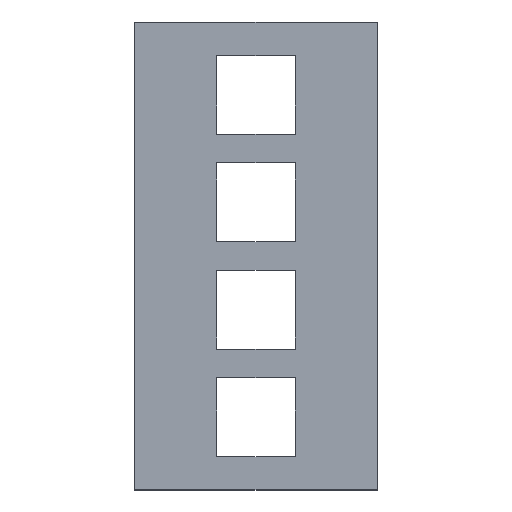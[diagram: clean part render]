
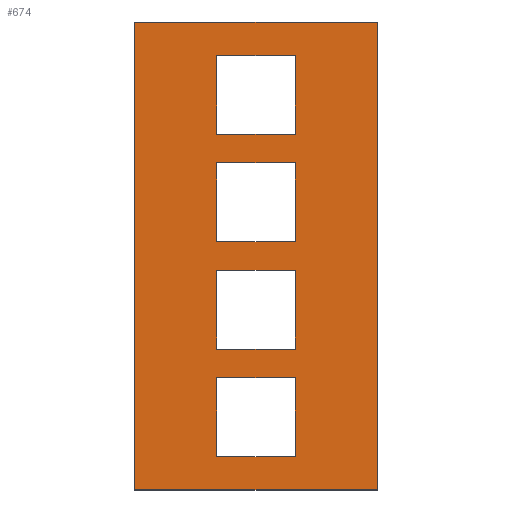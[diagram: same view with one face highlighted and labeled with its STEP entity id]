
A CAD part, top view. The second image highlights one B-rep face of the part: STEP entity #674.
In plain terms, the highlighted planar face has unit normal (0, 0, 1).
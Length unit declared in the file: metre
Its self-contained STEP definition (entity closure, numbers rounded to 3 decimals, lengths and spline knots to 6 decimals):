
#12=ORIENTED_EDGE('',*,*,#204,.F.);
#13=ORIENTED_EDGE('',*,*,#205,.F.);
#14=ORIENTED_EDGE('',*,*,#206,.T.);
#15=ORIENTED_EDGE('',*,*,#207,.T.);
#16=ORIENTED_EDGE('',*,*,#208,.F.);
#17=ORIENTED_EDGE('',*,*,#209,.T.);
#18=ORIENTED_EDGE('',*,*,#210,.T.);
#19=ORIENTED_EDGE('',*,*,#211,.F.);
#20=ORIENTED_EDGE('',*,*,#212,.F.);
#21=ORIENTED_EDGE('',*,*,#213,.T.);
#22=ORIENTED_EDGE('',*,*,#214,.T.);
#23=ORIENTED_EDGE('',*,*,#215,.F.);
#24=ORIENTED_EDGE('',*,*,#216,.F.);
#25=ORIENTED_EDGE('',*,*,#217,.T.);
#26=ORIENTED_EDGE('',*,*,#218,.T.);
#27=ORIENTED_EDGE('',*,*,#219,.F.);
#28=ORIENTED_EDGE('',*,*,#220,.F.);
#29=ORIENTED_EDGE('',*,*,#221,.T.);
#30=ORIENTED_EDGE('',*,*,#222,.T.);
#31=ORIENTED_EDGE('',*,*,#223,.F.);
#204=EDGE_CURVE('',#300,#301,#364,.T.);
#205=EDGE_CURVE('',#302,#300,#365,.T.);
#206=EDGE_CURVE('',#302,#303,#366,.T.);
#207=EDGE_CURVE('',#303,#301,#367,.T.);
#208=EDGE_CURVE('',#304,#305,#368,.T.);
#209=EDGE_CURVE('',#304,#306,#369,.T.);
#210=EDGE_CURVE('',#306,#307,#370,.T.);
#211=EDGE_CURVE('',#305,#307,#371,.T.);
#212=EDGE_CURVE('',#308,#309,#372,.T.);
#213=EDGE_CURVE('',#308,#310,#373,.T.);
#214=EDGE_CURVE('',#310,#311,#374,.T.);
#215=EDGE_CURVE('',#309,#311,#375,.T.);
#216=EDGE_CURVE('',#312,#313,#376,.T.);
#217=EDGE_CURVE('',#312,#314,#377,.T.);
#218=EDGE_CURVE('',#314,#315,#378,.T.);
#219=EDGE_CURVE('',#313,#315,#379,.T.);
#220=EDGE_CURVE('',#316,#317,#380,.T.);
#221=EDGE_CURVE('',#316,#318,#381,.T.);
#222=EDGE_CURVE('',#318,#319,#382,.T.);
#223=EDGE_CURVE('',#317,#319,#383,.T.);
#300=VERTEX_POINT('',#924);
#301=VERTEX_POINT('',#925);
#302=VERTEX_POINT('',#927);
#303=VERTEX_POINT('',#929);
#304=VERTEX_POINT('',#932);
#305=VERTEX_POINT('',#933);
#306=VERTEX_POINT('',#935);
#307=VERTEX_POINT('',#937);
#308=VERTEX_POINT('',#940);
#309=VERTEX_POINT('',#941);
#310=VERTEX_POINT('',#943);
#311=VERTEX_POINT('',#945);
#312=VERTEX_POINT('',#948);
#313=VERTEX_POINT('',#949);
#314=VERTEX_POINT('',#951);
#315=VERTEX_POINT('',#953);
#316=VERTEX_POINT('',#956);
#317=VERTEX_POINT('',#957);
#318=VERTEX_POINT('',#959);
#319=VERTEX_POINT('',#961);
#364=LINE('',#923,#460);
#365=LINE('',#926,#461);
#366=LINE('',#928,#462);
#367=LINE('',#930,#463);
#368=LINE('',#931,#464);
#369=LINE('',#934,#465);
#370=LINE('',#936,#466);
#371=LINE('',#938,#467);
#372=LINE('',#939,#468);
#373=LINE('',#942,#469);
#374=LINE('',#944,#470);
#375=LINE('',#946,#471);
#376=LINE('',#947,#472);
#377=LINE('',#950,#473);
#378=LINE('',#952,#474);
#379=LINE('',#954,#475);
#380=LINE('',#955,#476);
#381=LINE('',#958,#477);
#382=LINE('',#960,#478);
#383=LINE('',#962,#479);
#460=VECTOR('',#759,1.);
#461=VECTOR('',#760,1.);
#462=VECTOR('',#761,1.);
#463=VECTOR('',#762,1.);
#464=VECTOR('',#763,1.);
#465=VECTOR('',#764,1.);
#466=VECTOR('',#765,1.);
#467=VECTOR('',#766,1.);
#468=VECTOR('',#767,1.);
#469=VECTOR('',#768,1.);
#470=VECTOR('',#769,1.);
#471=VECTOR('',#770,1.);
#472=VECTOR('',#771,1.);
#473=VECTOR('',#772,1.);
#474=VECTOR('',#773,1.);
#475=VECTOR('',#774,1.);
#476=VECTOR('',#775,1.);
#477=VECTOR('',#776,1.);
#478=VECTOR('',#777,1.);
#479=VECTOR('',#778,1.);
#556=EDGE_LOOP('',(#12,#13,#14,#15));
#557=EDGE_LOOP('',(#16,#17,#18,#19));
#558=EDGE_LOOP('',(#20,#21,#22,#23));
#559=EDGE_LOOP('',(#24,#25,#26,#27));
#560=EDGE_LOOP('',(#28,#29,#30,#31));
#598=FACE_BOUND('',#556,.T.);
#599=FACE_BOUND('',#557,.T.);
#600=FACE_BOUND('',#558,.T.);
#601=FACE_BOUND('',#559,.T.);
#602=FACE_BOUND('',#560,.T.);
#640=PLANE('',#721);
#674=ADVANCED_FACE('',(#598,#599,#600,#601,#602),#640,.T.);
#721=AXIS2_PLACEMENT_3D('',#922,#757,#758);
#757=DIRECTION('',(0.,0.,1.));
#758=DIRECTION('',(1.,0.,0.));
#759=DIRECTION('',(1.,0.,0.));
#760=DIRECTION('',(0.,-1.,0.));
#761=DIRECTION('',(1.,0.,0.));
#762=DIRECTION('',(0.,-1.,0.));
#763=DIRECTION('',(1.,0.,0.));
#764=DIRECTION('',(0.,-1.,0.));
#765=DIRECTION('',(1.,0.,0.));
#766=DIRECTION('',(0.,-1.,0.));
#767=DIRECTION('',(0.,-1.,0.));
#768=DIRECTION('',(1.,0.,0.));
#769=DIRECTION('',(0.,-1.,0.));
#770=DIRECTION('',(1.,0.,0.));
#771=DIRECTION('',(0.,-1.,0.));
#772=DIRECTION('',(1.,0.,0.));
#773=DIRECTION('',(0.,-1.,0.));
#774=DIRECTION('',(1.,0.,0.));
#775=DIRECTION('',(0.,-1.,0.));
#776=DIRECTION('',(1.,0.,0.));
#777=DIRECTION('',(0.,-1.,0.));
#778=DIRECTION('',(1.,0.,0.));
#922=CARTESIAN_POINT('',(0.009398,0.012436,0.095));
#923=CARTESIAN_POINT('',(0.005898,-0.023139,0.095));
#924=CARTESIAN_POINT('',(0.002398,-0.023139,0.095));
#925=CARTESIAN_POINT('',(0.016398,-0.023139,0.095));
#926=CARTESIAN_POINT('',(0.002398,-0.016139,0.095));
#927=CARTESIAN_POINT('',(0.002398,-0.009139,0.095));
#928=CARTESIAN_POINT('',(0.009398,-0.009139,0.095));
#929=CARTESIAN_POINT('',(0.016398,-0.009139,0.095));
#930=CARTESIAN_POINT('',(0.016398,-0.016139,0.095));
#931=CARTESIAN_POINT('',(0.009398,0.053936,0.095));
#932=CARTESIAN_POINT('',(-0.012102,0.053936,0.095));
#933=CARTESIAN_POINT('',(0.030898,0.053936,0.095));
#934=CARTESIAN_POINT('',(-0.012102,0.012436,0.095));
#935=CARTESIAN_POINT('',(-0.012102,-0.029064,0.095));
#936=CARTESIAN_POINT('',(0.009398,-0.029064,0.095));
#937=CARTESIAN_POINT('',(0.030898,-0.029064,0.095));
#938=CARTESIAN_POINT('',(0.030898,0.012436,0.095));
#939=CARTESIAN_POINT('',(0.002398,0.002911,0.095));
#940=CARTESIAN_POINT('',(0.002398,0.009911,0.095));
#941=CARTESIAN_POINT('',(0.002398,-0.004089,0.095));
#942=CARTESIAN_POINT('',(0.009398,0.009911,0.095));
#943=CARTESIAN_POINT('',(0.016398,0.009911,0.095));
#944=CARTESIAN_POINT('',(0.016398,0.002911,0.095));
#945=CARTESIAN_POINT('',(0.016398,-0.004089,0.095));
#946=CARTESIAN_POINT('',(0.009398,-0.004089,0.095));
#947=CARTESIAN_POINT('',(0.002398,0.021961,0.095));
#948=CARTESIAN_POINT('',(0.002398,0.028961,0.095));
#949=CARTESIAN_POINT('',(0.002398,0.014961,0.095));
#950=CARTESIAN_POINT('',(0.009398,0.028961,0.095));
#951=CARTESIAN_POINT('',(0.016398,0.028961,0.095));
#952=CARTESIAN_POINT('',(0.016398,0.021961,0.095));
#953=CARTESIAN_POINT('',(0.016398,0.014961,0.095));
#954=CARTESIAN_POINT('',(0.009398,0.014961,0.095));
#955=CARTESIAN_POINT('',(0.002398,0.041011,0.095));
#956=CARTESIAN_POINT('',(0.002398,0.048011,0.095));
#957=CARTESIAN_POINT('',(0.002398,0.034011,0.095));
#958=CARTESIAN_POINT('',(0.012898,0.048011,0.095));
#959=CARTESIAN_POINT('',(0.016398,0.048011,0.095));
#960=CARTESIAN_POINT('',(0.016398,0.041011,0.095));
#961=CARTESIAN_POINT('',(0.016398,0.034011,0.095));
#962=CARTESIAN_POINT('',(0.009398,0.034011,0.095));
